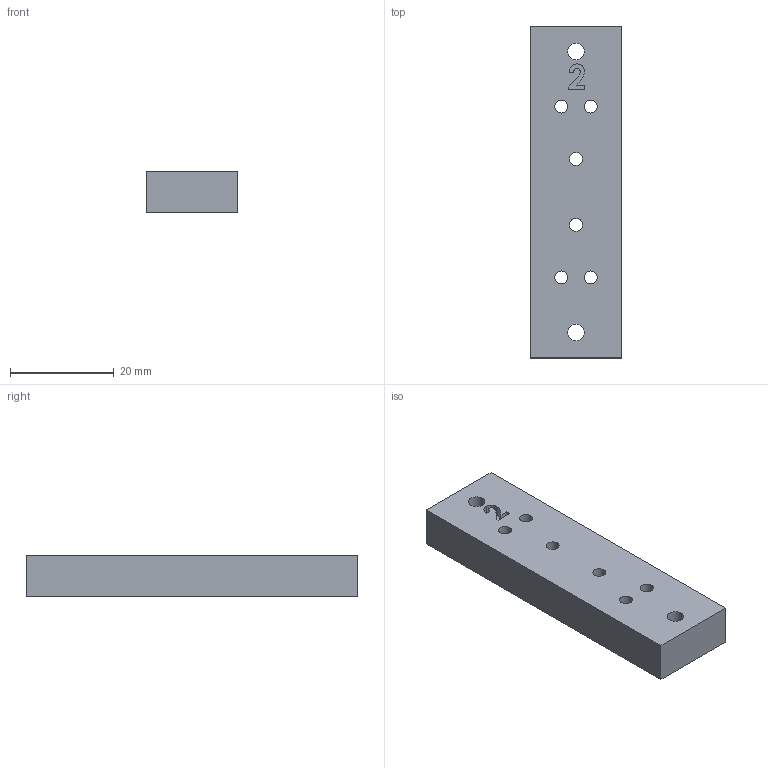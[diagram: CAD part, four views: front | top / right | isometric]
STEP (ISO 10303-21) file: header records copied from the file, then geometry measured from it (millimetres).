
FILE_DESCRIPTION (( 'STEP AP214' ), '1' );
FILE_NAME ('Valve Mount Module 2.STEP', '2025-09-19T19:24:22', ( '' ), ( '' ), 'SwSTEP 2.0', 'SolidWorks 2025', '' );
FILE_SCHEMA (( 'AUTOMOTIVE_DESIGN' ));
Length unit declared in the file: millimetre
Products named in the file (1): Valve Mount Module 2
Bounding box: 17.65 x 64 x 8 mm (x, y, z)
Volume: 8611.5 mm3; surface area: 4082.7 mm2
Topology: 1 solids, 1 shells, 42 faces, 111 edges, 74 vertices
Faces by surface type: cylinder 20, plane 16, bspline 6
Entity records: 1702 total; most frequent: CARTESIAN_POINT 602, ORIENTED_EDGE 222, DIRECTION 213, EDGE_CURVE 111, AXIS2_PLACEMENT_3D 77, VERTEX_POINT 74, EDGE_LOOP 61, LINE 59
